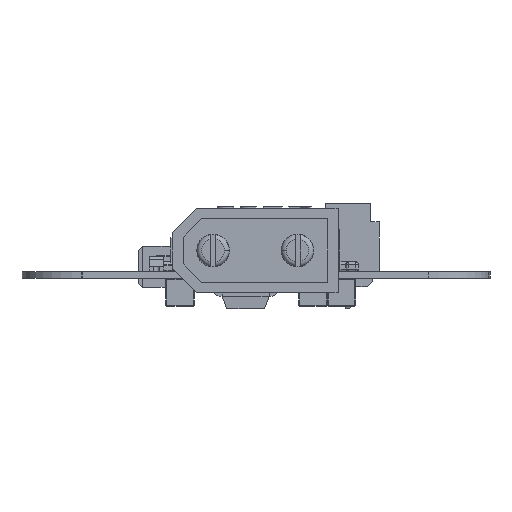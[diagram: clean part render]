
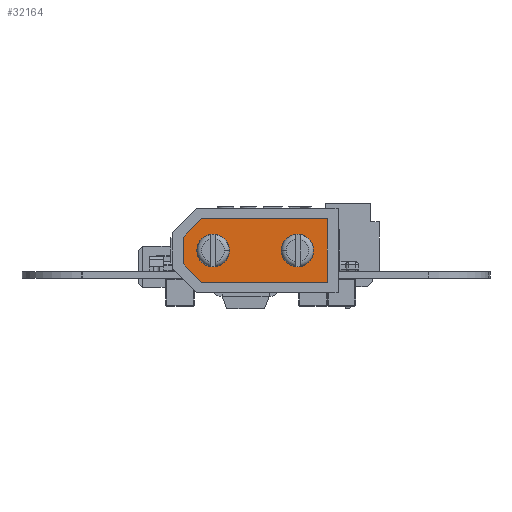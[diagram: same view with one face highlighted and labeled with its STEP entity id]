
A CAD part, left-side view. The second image highlights one B-rep face of the part: STEP entity #32164.
In plain terms, the highlighted face is planar.
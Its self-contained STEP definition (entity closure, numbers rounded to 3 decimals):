
#30852 = VERTEX_POINT('',#30853);
#30853 = CARTESIAN_POINT('',(0.,5.6,3.6));
#30859 = EDGE_CURVE('',#30852,#30860,#30862,.T.);
#30860 = VERTEX_POINT('',#30861);
#30861 = CARTESIAN_POINT('',(0.,5.6,1.6));
#30862 = CIRCLE('',#30863,1.);
#30863 = AXIS2_PLACEMENT_3D('',#30864,#30865,#30866);
#30864 = CARTESIAN_POINT('',(0.,5.6,2.6));
#30865 = DIRECTION('',(0.,1.,0.));
#30866 = DIRECTION('',(0.,0.,-1.));
#30926 = VERTEX_POINT('',#30927);
#30927 = CARTESIAN_POINT('',(0.,5.6,-1.6));
#30933 = EDGE_CURVE('',#30926,#30934,#30936,.T.);
#30934 = VERTEX_POINT('',#30935);
#30935 = CARTESIAN_POINT('',(0.,5.6,-3.6));
#30936 = CIRCLE('',#30937,1.);
#30937 = AXIS2_PLACEMENT_3D('',#30938,#30939,#30940);
#30938 = CARTESIAN_POINT('',(0.,5.6,-2.6));
#30939 = DIRECTION('',(0.,1.,0.));
#30940 = DIRECTION('',(0.,0.,1.));
#32164 = ADVANCED_FACE('',(#32165,#32175,#32225),#32235,.T.);
#32165 = FACE_BOUND('',#32166,.T.);
#32166 = EDGE_LOOP('',(#32167,#32174));
#32167 = ORIENTED_EDGE('',*,*,#32168,.F.);
#32168 = EDGE_CURVE('',#30934,#30926,#32169,.T.);
#32169 = CIRCLE('',#32170,1.);
#32170 = AXIS2_PLACEMENT_3D('',#32171,#32172,#32173);
#32171 = CARTESIAN_POINT('',(0.,5.6,-2.6));
#32172 = DIRECTION('',(0.,1.,0.));
#32173 = DIRECTION('',(0.,0.,1.));
#32174 = ORIENTED_EDGE('',*,*,#30933,.F.);
#32175 = FACE_BOUND('',#32176,.T.);
#32176 = EDGE_LOOP('',(#32177,#32187,#32195,#32203,#32211,#32219));
#32177 = ORIENTED_EDGE('',*,*,#32178,.T.);
#32178 = EDGE_CURVE('',#32179,#32181,#32183,.T.);
#32179 = VERTEX_POINT('',#32180);
#32180 = CARTESIAN_POINT('',(-1.95,5.6,-3.331));
#32181 = VERTEX_POINT('',#32182);
#32182 = CARTESIAN_POINT('',(-1.95,5.6,4.45));
#32183 = LINE('',#32184,#32185);
#32184 = CARTESIAN_POINT('',(-1.95,5.6,-3.331));
#32185 = VECTOR('',#32186,1.);
#32186 = DIRECTION('',(0.,0.,1.));
#32187 = ORIENTED_EDGE('',*,*,#32188,.T.);
#32188 = EDGE_CURVE('',#32181,#32189,#32191,.T.);
#32189 = VERTEX_POINT('',#32190);
#32190 = CARTESIAN_POINT('',(1.95,5.6,4.45));
#32191 = LINE('',#32192,#32193);
#32192 = CARTESIAN_POINT('',(-1.95,5.6,4.45));
#32193 = VECTOR('',#32194,1.);
#32194 = DIRECTION('',(1.,0.,0.));
#32195 = ORIENTED_EDGE('',*,*,#32196,.T.);
#32196 = EDGE_CURVE('',#32189,#32197,#32199,.T.);
#32197 = VERTEX_POINT('',#32198);
#32198 = CARTESIAN_POINT('',(1.95,5.6,-3.331));
#32199 = LINE('',#32200,#32201);
#32200 = CARTESIAN_POINT('',(1.95,5.6,4.45));
#32201 = VECTOR('',#32202,1.);
#32202 = DIRECTION('',(0.,0.,-1.));
#32203 = ORIENTED_EDGE('',*,*,#32204,.T.);
#32204 = EDGE_CURVE('',#32197,#32205,#32207,.T.);
#32205 = VERTEX_POINT('',#32206);
#32206 = CARTESIAN_POINT('',(0.831,5.6,-4.45));
#32207 = LINE('',#32208,#32209);
#32208 = CARTESIAN_POINT('',(1.95,5.6,-3.331));
#32209 = VECTOR('',#32210,1.);
#32210 = DIRECTION('',(-0.707,0.,-0.707));
#32211 = ORIENTED_EDGE('',*,*,#32212,.T.);
#32212 = EDGE_CURVE('',#32205,#32213,#32215,.T.);
#32213 = VERTEX_POINT('',#32214);
#32214 = CARTESIAN_POINT('',(-0.831,5.6,-4.45));
#32215 = LINE('',#32216,#32217);
#32216 = CARTESIAN_POINT('',(0.831,5.6,-4.45));
#32217 = VECTOR('',#32218,1.);
#32218 = DIRECTION('',(-1.,0.,0.));
#32219 = ORIENTED_EDGE('',*,*,#32220,.T.);
#32220 = EDGE_CURVE('',#32213,#32179,#32221,.T.);
#32221 = LINE('',#32222,#32223);
#32222 = CARTESIAN_POINT('',(-0.831,5.6,-4.45));
#32223 = VECTOR('',#32224,1.);
#32224 = DIRECTION('',(-0.707,0.,0.707));
#32225 = FACE_BOUND('',#32226,.T.);
#32226 = EDGE_LOOP('',(#32227,#32234));
#32227 = ORIENTED_EDGE('',*,*,#32228,.F.);
#32228 = EDGE_CURVE('',#30860,#30852,#32229,.T.);
#32229 = CIRCLE('',#32230,1.);
#32230 = AXIS2_PLACEMENT_3D('',#32231,#32232,#32233);
#32231 = CARTESIAN_POINT('',(0.,5.6,2.6));
#32232 = DIRECTION('',(0.,1.,0.));
#32233 = DIRECTION('',(0.,0.,-1.));
#32234 = ORIENTED_EDGE('',*,*,#30859,.F.);
#32235 = PLANE('',#32236);
#32236 = AXIS2_PLACEMENT_3D('',#32237,#32238,#32239);
#32237 = CARTESIAN_POINT('',(0.,5.6,0.));
#32238 = DIRECTION('',(0.,1.,0.));
#32239 = DIRECTION('',(0.,0.,1.));
